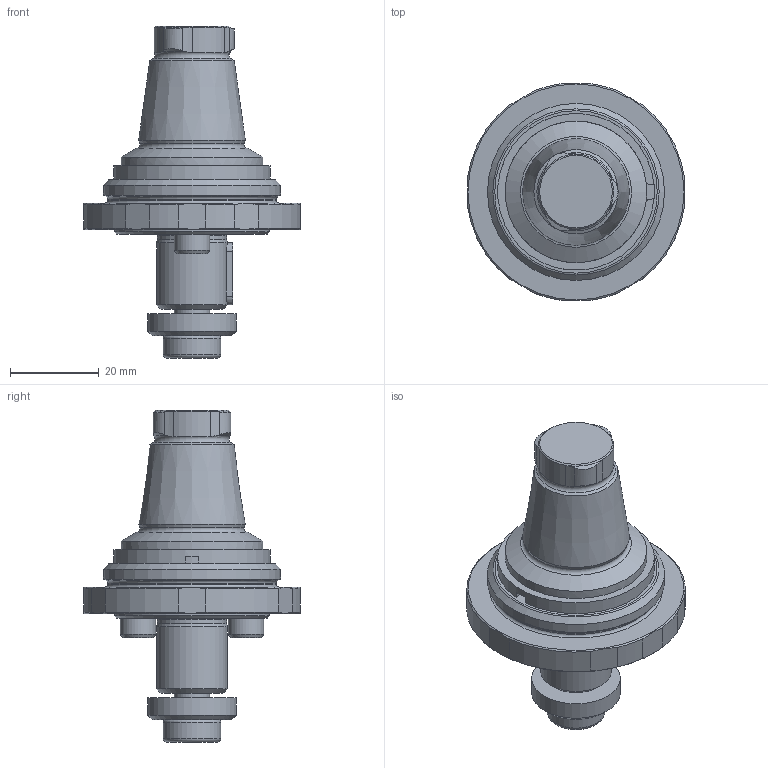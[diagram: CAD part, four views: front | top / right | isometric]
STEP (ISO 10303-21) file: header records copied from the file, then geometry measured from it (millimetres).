
FILE_DESCRIPTION(/* description */ ('Unknown'),/* implementation_level */ '2;1');
FILE_NAME(/* name */ '320225016',/* time_stamp */ '2020-07-10T11:13:31+02:00',/* author */ ('WTO KS'),/* organization */ ('WTO'),/* preprocessor_version */ 'ST-DEVELOPER v16.7',/* originating_system */ 'DEX',/* authorisation */ $);
FILE_SCHEMA (('AUTOMOTIVE_DESIGN {1 0 10303 214 3 1 1}'));
Length unit declared in the file: millimetre
Products named in the file (1): 091075_320225016_vereinfacht_STP_00415483
Bounding box: 49 x 49 x 75 mm (x, y, z)
Volume: 39990 mm3; surface area: 10467.7 mm2
Topology: 1 solids, 1 shells, 97 faces, 234 edges, 146 vertices
Faces by surface type: cylinder 36, plane 30, cone 21, torus 10
Full cylindrical faces by diameter (mm): 8 x3, 13 x1, 15.6 x1, 16 x1, 20 x1, 30 x1, 30.8 x1, 32 x1, 35 x1, 35.4 x1, 38.1 x1, 40 x1
Entity records: 2598 total; most frequent: CARTESIAN_POINT 556, DIRECTION 420, ORIENTED_EDGE 366, EDGE_CURVE 183, AXIS2_PLACEMENT_3D 183, EDGE_LOOP 146, FACE_BOUND 146, VERTEX_POINT 133
